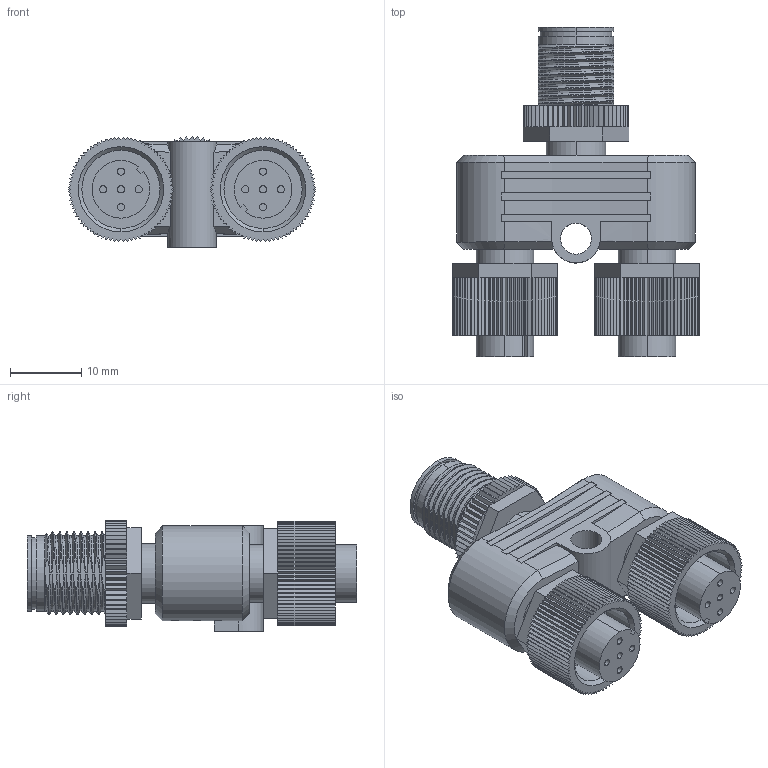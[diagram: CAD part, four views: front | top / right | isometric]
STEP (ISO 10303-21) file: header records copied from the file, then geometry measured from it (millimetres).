
FILE_DESCRIPTION (( 'STEP AP203' ), '1' );
FILE_NAME ('7000-41181-0000000.step', '2023-02-06T17:44:23', ( '' ), ( '' ), 'SwSTEP 2.0', 'SolidWorks 2021', '' );
FILE_SCHEMA (( 'CONFIG_CONTROL_DESIGN' ));
Length unit declared in the file: millimetre
Products named in the file (1): 7000-41181-0000000
Bounding box: 34.73 x 46.39 x 15.62 mm (x, y, z)
Volume: 9859.8 mm3; surface area: 6504.6 mm2
Topology: 1 solids, 2 shells, 995 faces, 2773 edges, 1806 vertices
Faces by surface type: plane 602, cylinder 308, bspline 61, cone 19, sphere 5
Entity records: 58440 total; most frequent: CARTESIAN_POINT 33235, ORIENTED_EDGE 5516, DIRECTION 4992, EDGE_CURVE 2758, VECTOR 1906, LINE 1906, VERTEX_POINT 1796, AXIS2_PLACEMENT_3D 1543
